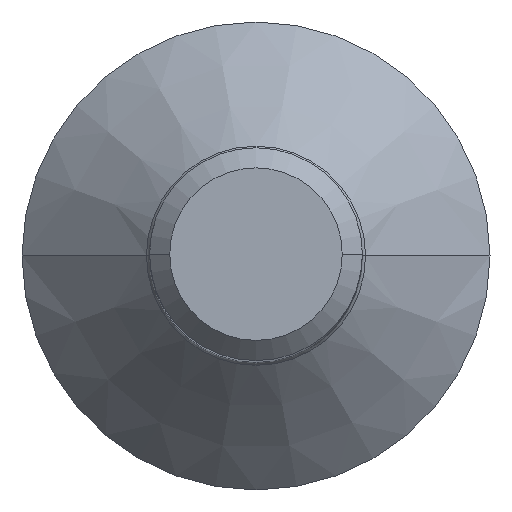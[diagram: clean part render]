
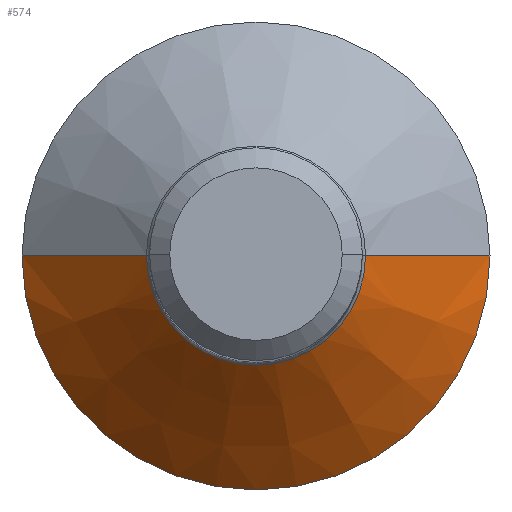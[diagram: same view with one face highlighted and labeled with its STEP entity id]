
A CAD part, top view. The second image highlights one B-rep face of the part: STEP entity #574.
In plain terms, the highlighted conical face has half-angle 45 degrees and reference radius 4.397 mm.
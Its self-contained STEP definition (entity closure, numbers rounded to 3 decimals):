
#12 = VECTOR ( 'NONE', #779, 1000. ) ;
#29 = DIRECTION ( 'NONE',  ( -1., 0., 0. ) ) ;
#30 = EDGE_CURVE ( 'NONE', #693, #336, #327, .T. ) ;
#93 = CARTESIAN_POINT ( 'NONE',  ( -4.397, 0., 0. ) ) ;
#96 = CARTESIAN_POINT ( 'NONE',  ( 0., 0., 0. ) ) ;
#104 = DIRECTION ( 'NONE',  ( 0., 0., -1. ) ) ;
#116 = LINE ( 'NONE', #240, #12 ) ;
#125 = CONICAL_SURFACE ( 'NONE', #670, 4.397, 0.785 ) ;
#166 = DIRECTION ( 'NONE',  ( 1., 0., 0. ) ) ;
#185 = CIRCLE ( 'NONE', #805, 2.059 ) ;
#225 = AXIS2_PLACEMENT_3D ( 'NONE', #773, #563, #230 ) ;
#230 = DIRECTION ( 'NONE',  ( -1., 0., 0. ) ) ;
#240 = CARTESIAN_POINT ( 'NONE',  ( -4.397, 0., 0. ) ) ;
#270 = CARTESIAN_POINT ( 'NONE',  ( 2.059, 0., 2.339 ) ) ;
#276 = CARTESIAN_POINT ( 'NONE',  ( 4.397, 0., 0. ) ) ;
#289 = FACE_OUTER_BOUND ( 'NONE', #784, .T. ) ;
#302 = CARTESIAN_POINT ( 'NONE',  ( 4.397, 0., 0. ) ) ;
#324 = EDGE_CURVE ( 'NONE', #693, #607, #185, .T. ) ;
#327 = LINE ( 'NONE', #302, #433 ) ;
#336 = VERTEX_POINT ( 'NONE', #276 ) ;
#357 = DIRECTION ( 'NONE',  ( 0., 0., -1. ) ) ;
#358 = EDGE_CURVE ( 'NONE', #803, #336, #801, .T. ) ;
#433 = VECTOR ( 'NONE', #770, 1000. ) ;
#452 = CARTESIAN_POINT ( 'NONE',  ( -2.059, 0., 2.339 ) ) ;
#519 = ORIENTED_EDGE ( 'NONE', *, *, #609, .T. ) ;
#563 = DIRECTION ( 'NONE',  ( 0., 0., 1. ) ) ;
#566 = CARTESIAN_POINT ( 'NONE',  ( 0., 0., 2.339 ) ) ;
#574 = ADVANCED_FACE ( 'NONE', ( #289 ), #125, .T. ) ;
#577 = ORIENTED_EDGE ( 'NONE', *, *, #324, .T. ) ;
#607 = VERTEX_POINT ( 'NONE', #452 ) ;
#609 = EDGE_CURVE ( 'NONE', #607, #803, #116, .T. ) ;
#670 = AXIS2_PLACEMENT_3D ( 'NONE', #96, #357, #29 ) ;
#693 = VERTEX_POINT ( 'NONE', #270 ) ;
#762 = ORIENTED_EDGE ( 'NONE', *, *, #30, .F. ) ;
#770 = DIRECTION ( 'NONE',  ( 0.707, 0., -0.707 ) ) ;
#773 = CARTESIAN_POINT ( 'NONE',  ( 0., 0., 0. ) ) ;
#779 = DIRECTION ( 'NONE',  ( -0.707, 0., -0.707 ) ) ;
#784 = EDGE_LOOP ( 'NONE', ( #762, #577, #519, #835 ) ) ;
#801 = CIRCLE ( 'NONE', #225, 4.397 ) ;
#803 = VERTEX_POINT ( 'NONE', #93 ) ;
#805 = AXIS2_PLACEMENT_3D ( 'NONE', #566, #104, #166 ) ;
#835 = ORIENTED_EDGE ( 'NONE', *, *, #358, .T. ) ;
